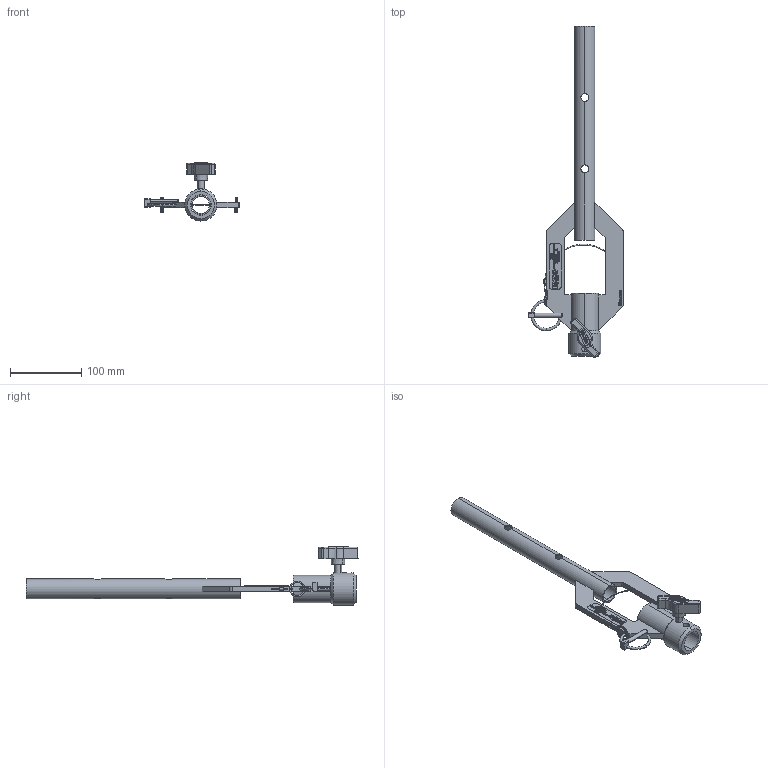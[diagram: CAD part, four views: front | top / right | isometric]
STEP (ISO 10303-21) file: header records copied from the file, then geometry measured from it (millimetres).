
FILE_DESCRIPTION (( 'STEP AP203' ), '1' );
FILE_NAME ('T45610.STEP', '2018-07-27T13:13:07', ( '' ), ( '' ), 'SwSTEP 2.0', 'SolidWorks 2016', '' );
FILE_SCHEMA (( 'CONFIG_CONTROL_DESIGN' ));
Length unit declared in the file: millimetre
Products named in the file (12): Doughty Knob_S0140; S1426; T28380; T21000; T45610; S2605_Default2; T45610_LABEL; TH1840_TH1840; TH1523_TH1524; TH1523_TH1523; TH1846_TH1846; TH1525
Assembly tree (12 placements, depth 3):
  T45610
    TH1846_TH1846
      TH1525
      TH1523_TH1523
      TH1523_TH1524
      TH1840_TH1840
    T28380
      S2605_Default2
      T21000
      S1426  x2
    Doughty Knob_S0140
    T45610_LABEL
Bounding box: 133 x 464.9 x 81.3 mm (x, y, z)
Volume: 191258 mm3; surface area: 104639.4 mm2
Topology: 10 solids, 10 shells, 906 faces, 2383 edges, 1576 vertices
Faces by surface type: plane 541, bspline 196, cylinder 125, torus 26, cone 18
Entity records: 41107 total; most frequent: CARTESIAN_POINT 18588, ORIENTED_EDGE 4754, DIRECTION 3675, EDGE_CURVE 2377, VECTOR 1637, LINE 1637, VERTEX_POINT 1572, AXIS2_PLACEMENT_3D 1019
